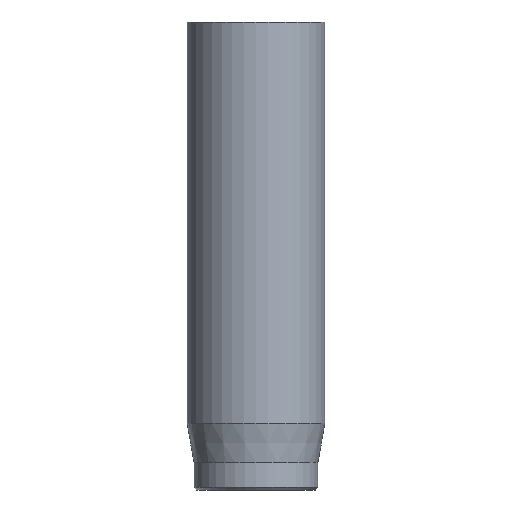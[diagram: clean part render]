
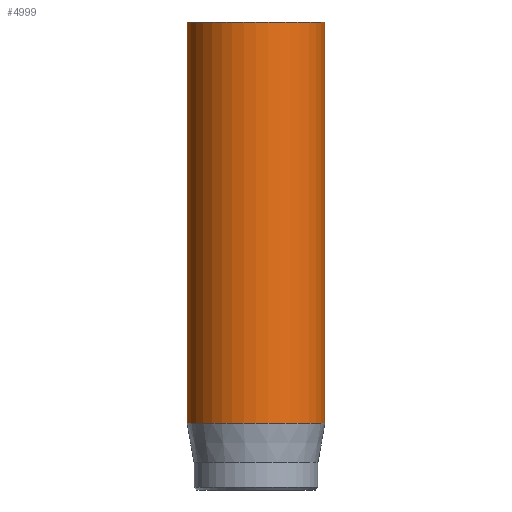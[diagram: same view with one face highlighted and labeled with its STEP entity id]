
A CAD part, front view. The second image highlights one B-rep face of the part: STEP entity #4999.
In plain terms, the highlighted cylindrical face has radius 2.5 mm (diameter 5 mm), a full revolution.
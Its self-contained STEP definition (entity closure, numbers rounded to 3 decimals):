
#41=CYLINDRICAL_SURFACE('',#5221,2.5);
#59=CIRCLE('',#5188,2.5);
#75=CIRCLE('',#5219,2.5);
#76=CIRCLE('',#5220,2.5);
#420=FACE_OUTER_BOUND('',#716,.T.);
#716=EDGE_LOOP('',(#4273,#4274,#4275,#4276,#4277));
#1070=LINE('',#9040,#1437);
#1437=VECTOR('',#5750,2.5);
#2233=VERTEX_POINT('',#8979);
#2249=VERTEX_POINT('',#9034);
#2250=VERTEX_POINT('',#9035);
#2919=EDGE_CURVE('',#2233,#2233,#59,.T.);
#2943=EDGE_CURVE('',#2249,#2250,#75,.T.);
#2944=EDGE_CURVE('',#2250,#2249,#76,.T.);
#2946=EDGE_CURVE('',#2233,#2249,#1070,.T.);
#4273=ORIENTED_EDGE('',*,*,#2919,.T.);
#4274=ORIENTED_EDGE('',*,*,#2946,.T.);
#4275=ORIENTED_EDGE('',*,*,#2943,.T.);
#4276=ORIENTED_EDGE('',*,*,#2944,.T.);
#4277=ORIENTED_EDGE('',*,*,#2946,.F.);
#4999=ADVANCED_FACE('',(#420),#41,.T.);
#5188=AXIS2_PLACEMENT_3D('',#8980,#5673,#5674);
#5219=AXIS2_PLACEMENT_3D('',#9036,#5743,#5744);
#5220=AXIS2_PLACEMENT_3D('',#9037,#5745,#5746);
#5221=AXIS2_PLACEMENT_3D('',#9039,#5748,#5749);
#5673=DIRECTION('center_axis',(0.,0.,-1.));
#5674=DIRECTION('ref_axis',(-1.,0.,0.));
#5743=DIRECTION('center_axis',(0.,0.,1.));
#5744=DIRECTION('ref_axis',(-1.,0.,0.));
#5745=DIRECTION('center_axis',(0.,0.,1.));
#5746=DIRECTION('ref_axis',(-1.,0.,0.));
#5748=DIRECTION('center_axis',(0.,0.,1.));
#5749=DIRECTION('ref_axis',(-1.,0.,0.));
#5750=DIRECTION('',(0.,0.,-1.));
#8979=CARTESIAN_POINT('',(2.5,0.,17.));
#8980=CARTESIAN_POINT('Origin',(0.,0.,17.));
#9034=CARTESIAN_POINT('',(2.5,0.,2.418));
#9035=CARTESIAN_POINT('',(-2.5,0.,2.418));
#9036=CARTESIAN_POINT('Origin',(0.,0.,2.418));
#9037=CARTESIAN_POINT('Origin',(0.,0.,2.418));
#9039=CARTESIAN_POINT('Origin',(0.,0.,0.));
#9040=CARTESIAN_POINT('',(2.5,0.,0.));
